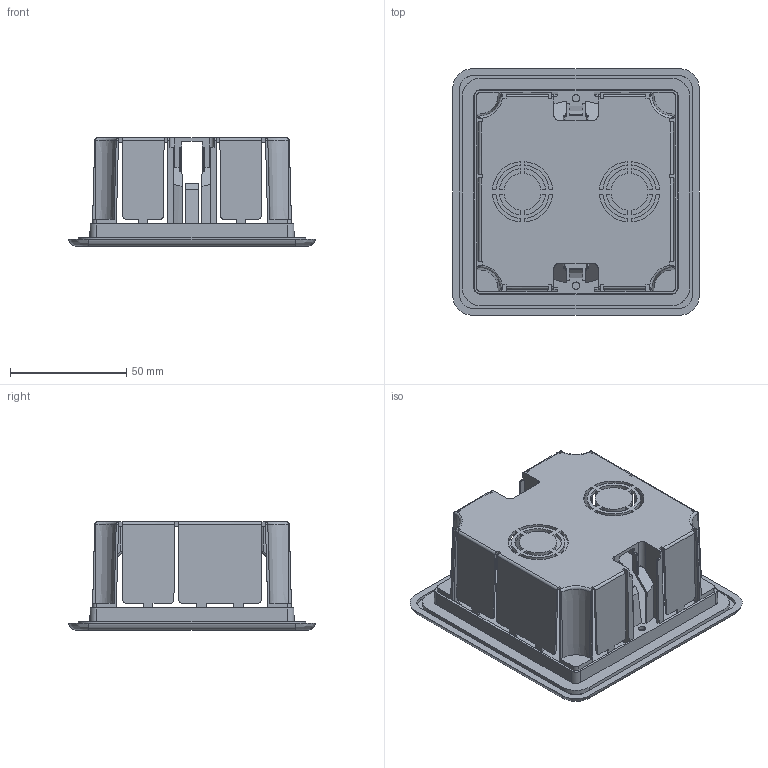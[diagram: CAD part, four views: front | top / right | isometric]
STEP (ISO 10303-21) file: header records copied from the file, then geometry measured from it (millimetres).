
FILE_DESCRIPTION (( 'STEP AP214' ), '1' );
FILE_NAME ('UKG11-092-092-045-P.STEP', '2021-12-08T12:53:56', ( '' ), ( '' ), 'SwSTEP 2.0', 'SolidWorks 2021', '' );
FILE_SCHEMA (( 'AUTOMOTIVE_DESIGN' ));
Length unit declared in the file: millimetre
Products named in the file (1): UKG11-092-092-045-P
Bounding box: 106 x 106 x 46.5 mm (x, y, z)
Volume: 44572.8 mm3; surface area: 71502.4 mm2
Topology: 2 solids, 2 shells, 574 faces, 1676 edges, 1074 vertices
Faces by surface type: plane 290, cylinder 208, bspline 48, cone 28
Entity records: 20949 total; most frequent: CARTESIAN_POINT 6485, ORIENTED_EDGE 3336, DIRECTION 2626, EDGE_CURVE 1668, VERTEX_POINT 1074, VECTOR 1044, LINE 1044, AXIS2_PLACEMENT_3D 791
